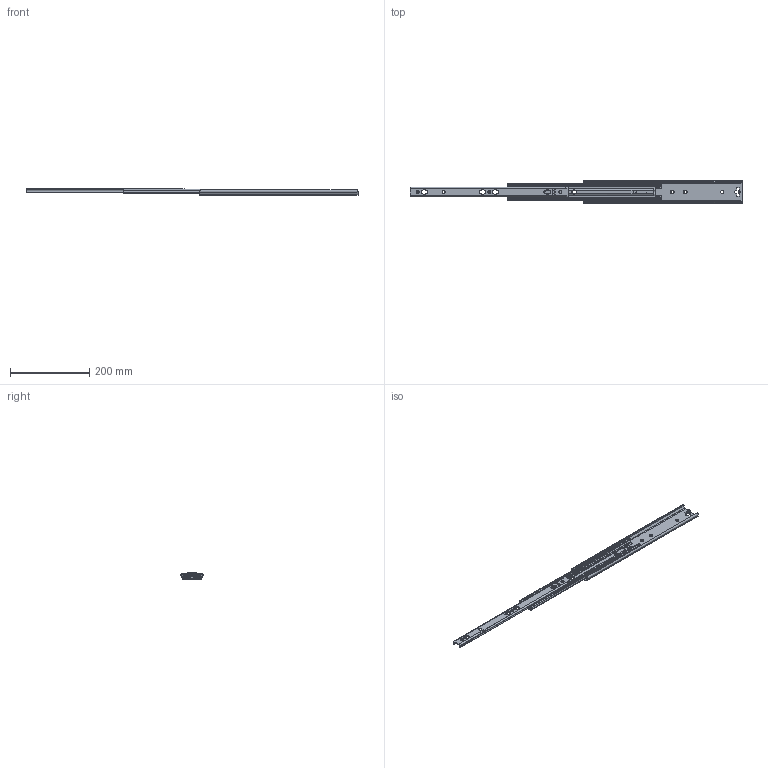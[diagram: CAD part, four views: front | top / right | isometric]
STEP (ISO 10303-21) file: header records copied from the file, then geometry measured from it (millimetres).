
FILE_DESCRIPTION(/* description */ ('ULFHD-D- 400/440mm (17.5) Zinc-Magnesium'),/* implementation_level */ '2;1');
FILE_NAME(/* name */ 'M12-AA2_00_open.stp',/* time_stamp */ '2025-09-08T09:46:27+02:00',/* author */ ('l.hoffmann'),/* organization */ (''),/* preprocessor_version */ 'ST-DEVELOPER v20',/* originating_system */ 'Autodesk Inventor 2022',/* authorisation */ '');
FILE_SCHEMA (('AUTOMOTIVE_DESIGN { 1 0 10303 214 3 1 1 }'));
Length unit declared in the file: millimetre
Products named in the file (14): M12-M07; 511-M12-M07-HMA; 511-M12-M07-HMA_1; E000173406; E000173403; E000173402; 512-M12-M07-UM2; 512-M12-M07-UM2_1; E000173415; E000173393; E000173413; E000173412; 514-M12-M07-MB3; 514-M12-M07-MB3_1
Assembly tree (31 placements, depth 3):
  M12-M07
    511-M12-M07-HMA
      511-M12-M07-HMA_1
    E000173406
      E000173393
      E000173403
      E000173402  x11
    512-M12-M07-UM2
      512-M12-M07-UM2_1
    E000173415
      E000173393
      E000173413
      E000173412  x8
    514-M12-M07-MB3
      514-M12-M07-MB3_1
Bounding box: 840 x 55.8 x 17.25 mm (x, y, z)
Volume: 140349.4 mm3; surface area: 187971.7 mm2
Topology: 43 solids, 43 shells, 1321 faces, 3928 edges, 2608 vertices
Faces by surface type: plane 638, cylinder 593, cone 42, sphere 38, bspline 10
Full cylindrical faces by diameter (mm): 5.56 x16, 6.35 x22, 8 x3, 11 x1
Entity records: 45932 total; most frequent: CARTESIAN_POINT 9547, ORIENTED_EDGE 7636, DIRECTION 7600, EDGE_CURVE 3818, AXIS2_PLACEMENT_3D 2651, VERTEX_POINT 2540, LINE 2298, VECTOR 2298
